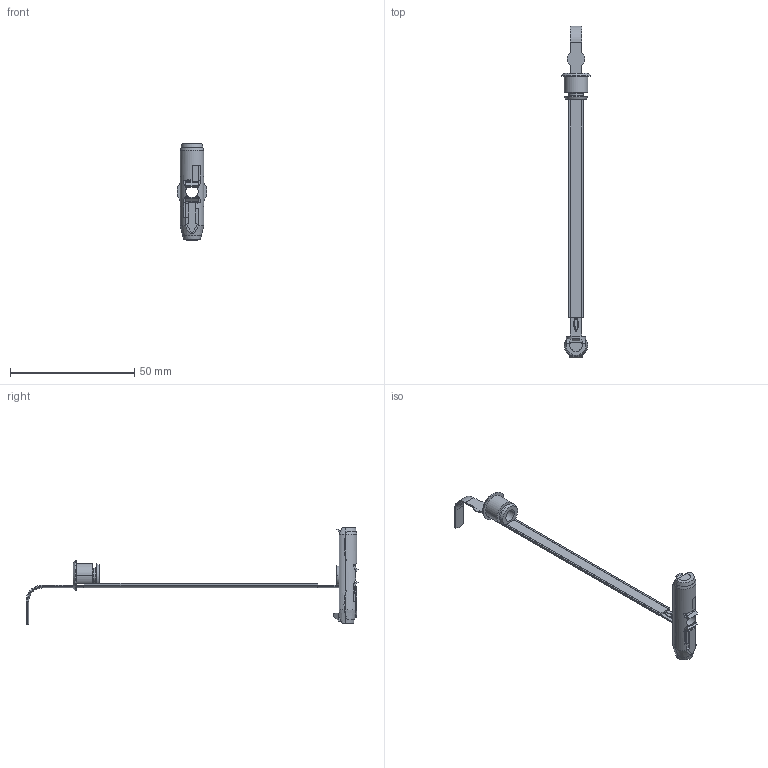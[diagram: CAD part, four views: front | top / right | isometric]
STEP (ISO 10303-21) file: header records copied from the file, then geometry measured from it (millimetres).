
FILE_DESCRIPTION(('STEP AP214'),'1');
FILE_NAME('cctmp_3E37940A-5DD5-437E-882D-DBD26B945553_2022_10_20_14_05_37_0568..stp','2022-10-20T12:05:37',('fischerwerke GmbH & Co. KG'),('CADClick - www.CADClick.com'),'Spatial InterOp 3D',' ','unknown authorization');
FILE_SCHEMA(('AUTOMOTIVE_DESIGN'));
Length unit declared in the file: millimetre
Products named in the file (1): 1
Bounding box: 12 x 133.59 x 38.89 mm (x, y, z)
Volume: 3394.3 mm3; surface area: 3953 mm2
Topology: 2 solids, 2 shells, 408 faces, 1167 edges, 765 vertices
Faces by surface type: plane 307, cylinder 76, cone 17, torus 8
Entity records: 17607 total; most frequent: CARTESIAN_POINT 3587, ORIENTED_EDGE 2334, DIRECTION 2125, EDGE_CURVE 1167, LINE 909, VECTOR 909, VERTEX_POINT 765, AXIS2_PLACEMENT_3D 608
